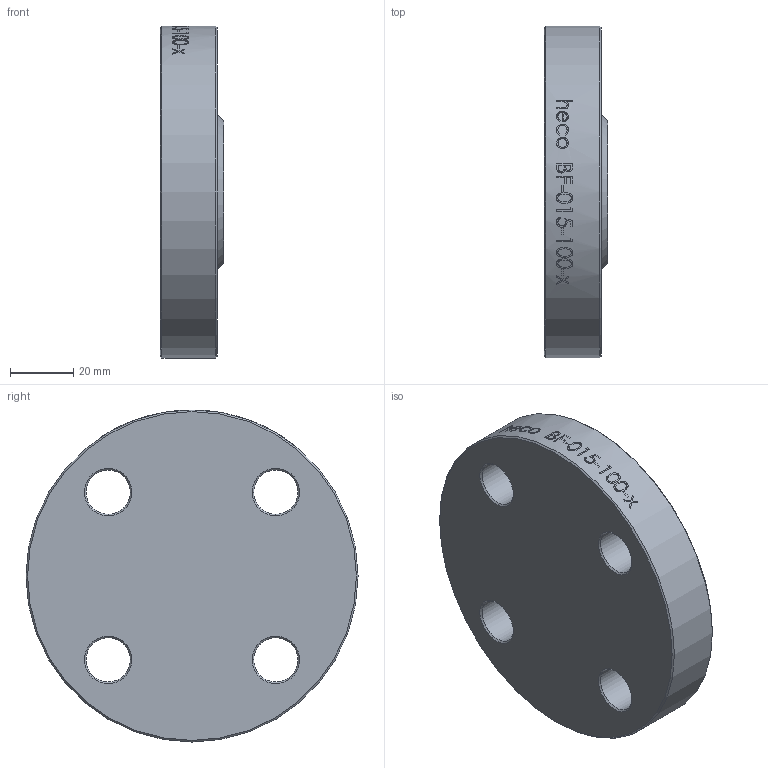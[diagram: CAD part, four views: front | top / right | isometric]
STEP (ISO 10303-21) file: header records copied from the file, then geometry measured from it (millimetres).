
FILE_DESCRIPTION (( 'STEP AP214' ), '1' );
FILE_NAME ('BF-015-100-x Blindflansch PN64 DIN2527 EN1092 2103.STEP', '2021-03-11T09:41:25', ( '' ), ( '' ), 'SwSTEP 2.0', 'SolidWorks 2019', '' );
FILE_SCHEMA (( 'AUTOMOTIVE_DESIGN' ));
Length unit declared in the file: millimetre
Products named in the file (1): BF-015-100-x Blindflansch PN64 DIN2527 EN1092 2103
Bounding box: 20 x 105 x 105 mm (x, y, z)
Volume: 147951.7 mm3; surface area: 25009.4 mm2
Topology: 1 solids, 1 shells, 42 faces, 196 edges, 180 vertices
Faces by surface type: cylinder 28, cone 11, plane 3
Full cylindrical faces by diameter (mm): 14 x4, 105 x1
Entity records: 5143 total; most frequent: CARTESIAN_POINT 3442, ORIENTED_EDGE 350, DIRECTION 224, EDGE_CURVE 175, VERTEX_POINT 175, AXIS2_PLACEMENT_3D 100, B_SPLINE_CURVE_WITH_KNOTS 94, EDGE_LOOP 90
